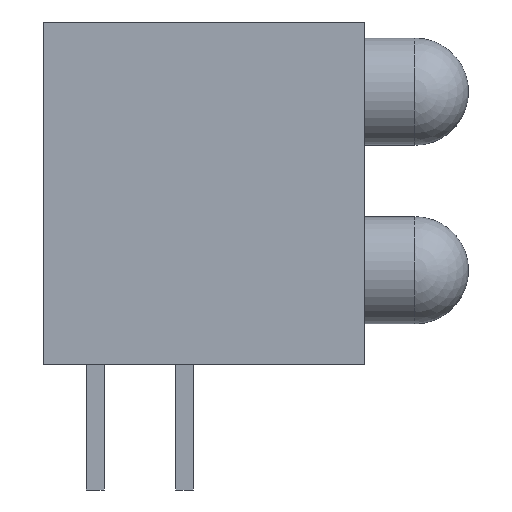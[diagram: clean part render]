
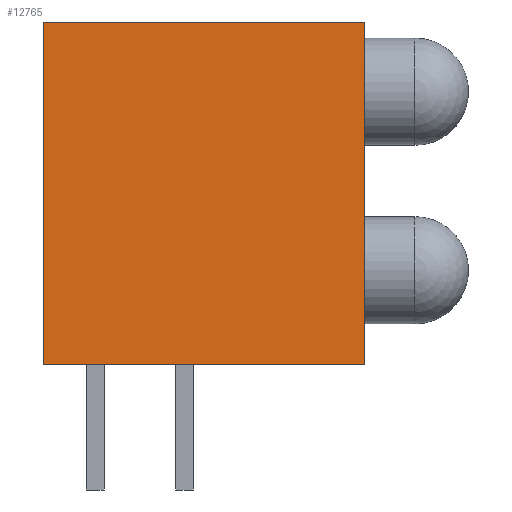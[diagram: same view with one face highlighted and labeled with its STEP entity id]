
A CAD part, left-side view. The second image highlights one B-rep face of the part: STEP entity #12765.
In plain terms, the highlighted planar face has unit normal (-1, 0, 0).
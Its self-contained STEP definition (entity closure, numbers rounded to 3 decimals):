
#533 = EDGE_CURVE ( 'NONE', #14042, #8572, #7400, .T. ) ;
#1007 = DIRECTION ( 'NONE',  ( 0., -1., 0. ) ) ;
#1156 = CARTESIAN_POINT ( 'NONE',  ( -2.15, 0., 0. ) ) ;
#1277 = VERTEX_POINT ( 'NONE', #6764 ) ;
#1554 = DIRECTION ( 'NONE',  ( 0., 0., 1. ) ) ;
#2762 = LINE ( 'NONE', #2841, #3457 ) ;
#2841 = CARTESIAN_POINT ( 'NONE',  ( -2.15, 0., 0. ) ) ;
#2920 = DIRECTION ( 'NONE',  ( 0., 0., -1. ) ) ;
#2975 = CARTESIAN_POINT ( 'NONE',  ( -2.15, 9., 0. ) ) ;
#3086 = VECTOR ( 'NONE', #7777, 1000. ) ;
#3126 = EDGE_CURVE ( 'NONE', #1277, #3140, #9092, .T. ) ;
#3140 = VERTEX_POINT ( 'NONE', #1156 ) ;
#3457 = VECTOR ( 'NONE', #1554, 1000. ) ;
#3491 = CARTESIAN_POINT ( 'NONE',  ( -2.15, 9., 0. ) ) ;
#3941 = DIRECTION ( 'NONE',  ( 0., 0., 1. ) ) ;
#4108 = CARTESIAN_POINT ( 'NONE',  ( -2.15, 9., 9.6 ) ) ;
#5368 = AXIS2_PLACEMENT_3D ( 'NONE', #7228, #13215, #2920 ) ;
#6142 = FACE_OUTER_BOUND ( 'NONE', #11852, .T. ) ;
#6307 = PLANE ( 'NONE',  #5368 ) ;
#6764 = CARTESIAN_POINT ( 'NONE',  ( -2.15, 9., 0. ) ) ;
#7228 = CARTESIAN_POINT ( 'NONE',  ( -2.15, 9., 0. ) ) ;
#7298 = ORIENTED_EDGE ( 'NONE', *, *, #533, .F. ) ;
#7400 = LINE ( 'NONE', #10825, #3086 ) ;
#7777 = DIRECTION ( 'NONE',  ( 0., -1., 0. ) ) ;
#8083 = CARTESIAN_POINT ( 'NONE',  ( -2.15, 0., 9.6 ) ) ;
#8552 = ORIENTED_EDGE ( 'NONE', *, *, #11228, .F. ) ;
#8572 = VERTEX_POINT ( 'NONE', #8083 ) ;
#8907 = VECTOR ( 'NONE', #3941, 1000. ) ;
#9092 = LINE ( 'NONE', #3491, #9784 ) ;
#9784 = VECTOR ( 'NONE', #1007, 1000. ) ;
#9938 = LINE ( 'NONE', #2975, #8907 ) ;
#10825 = CARTESIAN_POINT ( 'NONE',  ( -2.15, 9., 9.6 ) ) ;
#11030 = ORIENTED_EDGE ( 'NONE', *, *, #12839, .T. ) ;
#11228 = EDGE_CURVE ( 'NONE', #1277, #14042, #9938, .T. ) ;
#11852 = EDGE_LOOP ( 'NONE', ( #11030, #7298, #8552, #13197 ) ) ;
#12765 = ADVANCED_FACE ( 'NONE', ( #6142 ), #6307, .F. ) ;
#12839 = EDGE_CURVE ( 'NONE', #3140, #8572, #2762, .T. ) ;
#13197 = ORIENTED_EDGE ( 'NONE', *, *, #3126, .T. ) ;
#13215 = DIRECTION ( 'NONE',  ( 1., 0., 0. ) ) ;
#14042 = VERTEX_POINT ( 'NONE', #4108 ) ;
